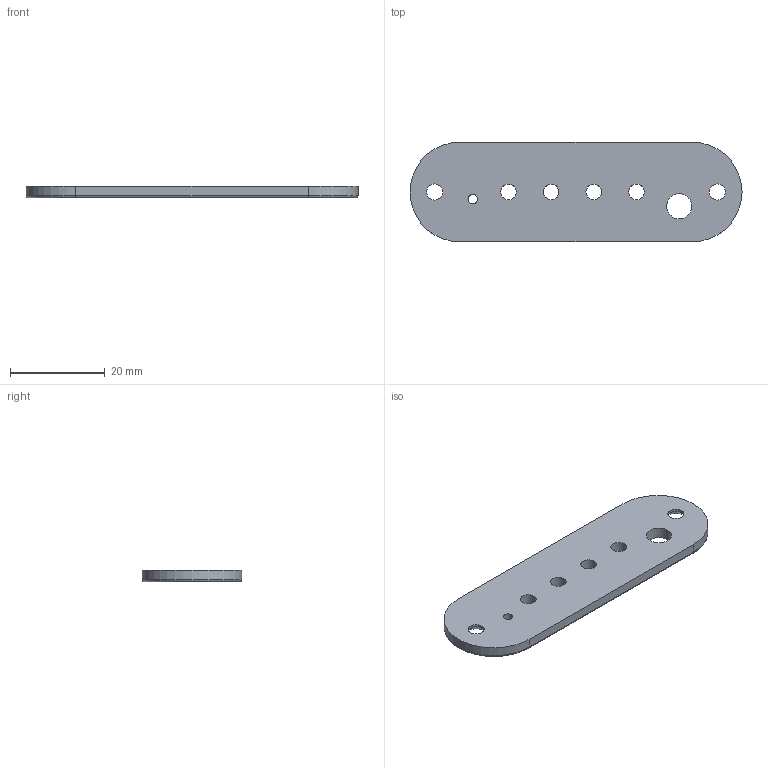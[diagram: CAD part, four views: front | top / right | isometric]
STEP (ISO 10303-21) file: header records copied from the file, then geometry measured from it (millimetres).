
FILE_DESCRIPTION (( 'STEP AP214' ), '1' );
FILE_NAME ('front_plate.STEP', '2024-02-22T10:59:37', ( '' ), ( '' ), 'SwSTEP 2.0', 'SolidWorks 2019', '' );
FILE_SCHEMA (( 'AUTOMOTIVE_DESIGN' ));
Length unit declared in the file: millimetre
Products named in the file (1): front_plate
Bounding box: 70 x 21 x 2.5 mm (x, y, z)
Volume: 3178.2 mm3; surface area: 3170.1 mm2
Topology: 1 solids, 1 shells, 32 faces, 81 edges, 51 vertices
Faces by surface type: cylinder 21, cone 4, plane 4, torus 3
Entity records: 1049 total; most frequent: DIRECTION 197, CARTESIAN_POINT 165, ORIENTED_EDGE 162, AXIS2_PLACEMENT_3D 83, EDGE_CURVE 81, VERTEX_POINT 51, CIRCLE 50, EDGE_LOOP 48
